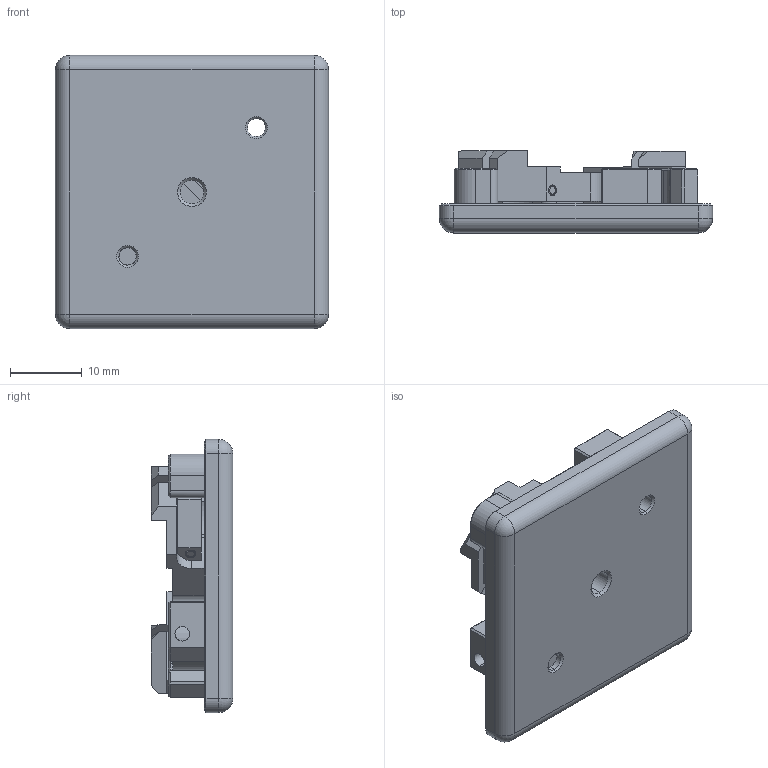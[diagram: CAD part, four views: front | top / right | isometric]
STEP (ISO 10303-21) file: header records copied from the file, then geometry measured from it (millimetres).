
FILE_DESCRIPTION (( 'STEP AP214' ), '1' );
FILE_NAME ('2.2.7.38_L30F-ZF2J_30mm笼式二向色性滤光片接杆式安装座，适合长度26-43mm方形镜片.STEP', '2021-07-28T05:04:44', ( 'Microsoft' ), ( 'Microsoft' ), 'SwSTEP 2.0', 'SolidWorks 2018', '' );
FILE_SCHEMA (( 'AUTOMOTIVE_DESIGN' ));
Length unit declared in the file: millimetre
Products named in the file (1): 2.2.7.38_L30F-ZF2J_30mm笼式二向色性滤光片接杆式安装座，适合长度26-43mm方形镜片
Bounding box: 38.1 x 11.4 x 38.1 mm (x, y, z)
Surface area: 5984.3 mm2 (no closed solid volume)
Topology: 0 solids, 10 shells, 264 faces, 690 edges, 439 vertices
Faces by surface type: plane 160, cylinder 55, cone 43, sphere 6
Entity records: 10961 total; most frequent: CARTESIAN_POINT 1542, DIRECTION 1375, ORIENTED_EDGE 1260, EDGE_CURVE 684, LINE 479, VECTOR 479, AXIS2_PLACEMENT_3D 448, VERTEX_POINT 439
